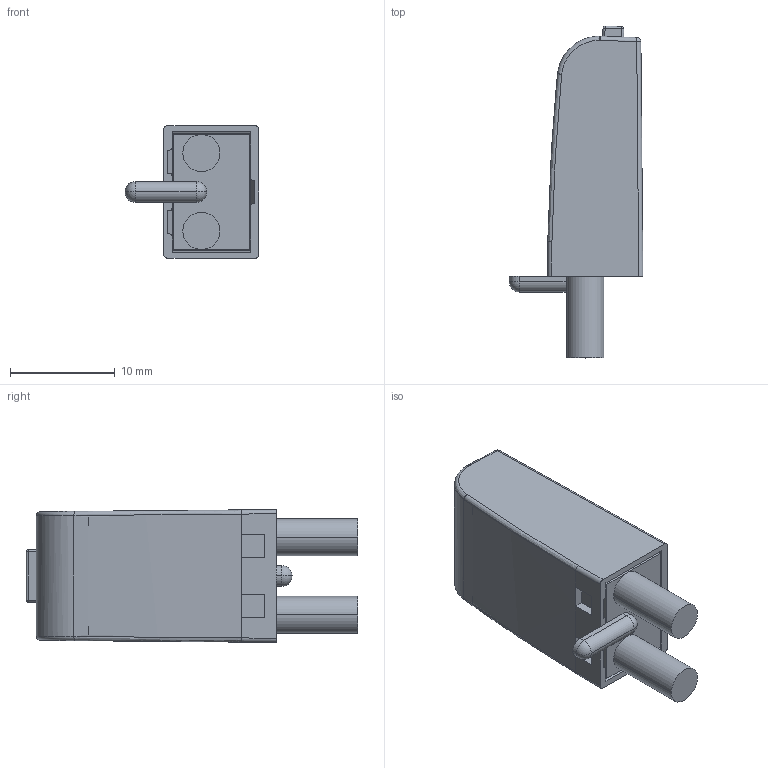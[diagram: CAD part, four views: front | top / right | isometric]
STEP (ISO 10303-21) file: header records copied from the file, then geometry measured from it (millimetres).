
FILE_DESCRIPTION (( 'STEP AP214' ), '1' );
FILE_NAME ('Modu³.STEP', '2015-02-16T07:46:59', ( '' ), ( '' ), 'SwSTEP 2.0', 'SolidWorks 2012', '' );
FILE_SCHEMA (( 'AUTOMOTIVE_DESIGN' ));
Length unit declared in the file: millimetre
Products named in the file (1): Modu³
Bounding box: 12.8 x 31.73 x 12.7 mm (x, y, z)
Volume: 1322.5 mm3; surface area: 2468 mm2
Topology: 2 solids, 2 shells, 127 faces, 358 edges, 223 vertices
Faces by surface type: plane 75, cylinder 33, sphere 12, bspline 7
Entity records: 4414 total; most frequent: CARTESIAN_POINT 985, ORIENTED_EDGE 700, DIRECTION 612, EDGE_CURVE 350, VECTOR 248, LINE 248, VERTEX_POINT 221, AXIS2_PLACEMENT_3D 182
